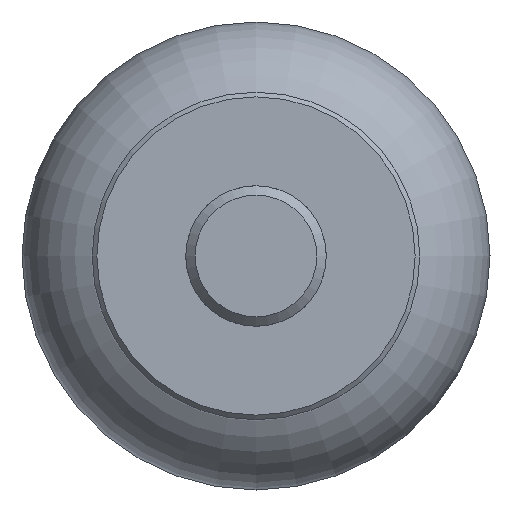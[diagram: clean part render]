
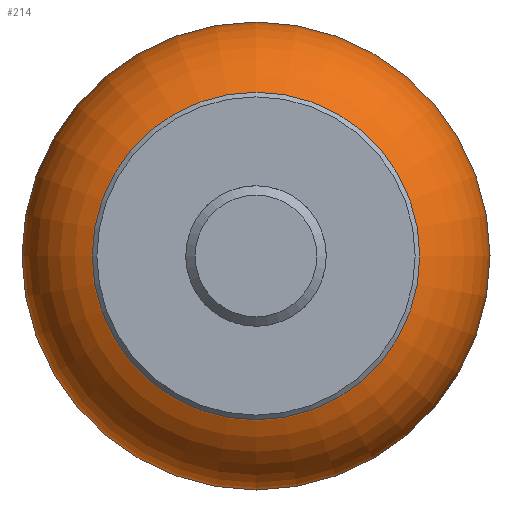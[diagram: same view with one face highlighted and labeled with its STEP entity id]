
A CAD part, left-side view. The second image highlights one B-rep face of the part: STEP entity #214.
In plain terms, the highlighted toroidal (fillet/blend) face has major radius 2.55 mm and minor radius 2.45 mm.
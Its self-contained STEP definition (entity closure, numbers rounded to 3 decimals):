
#180=CARTESIAN_POINT('',(-27.174,3.119,0.0));
#181=VERTEX_POINT('',#180);
#182=CARTESIAN_POINT('',(-27.174,-0.035,0.0));
#183=DIRECTION('',(1.0,0.0,0.0));
#184=DIRECTION('',(0.0,1.0,0.0));
#185=AXIS2_PLACEMENT_3D('',#182,#183,#184);
#186=CIRCLE('',#185,3.154);
#187=EDGE_CURVE('',#181,#181,#186,.T.);
#195=CARTESIAN_POINT('',(-24.8,-0.035,0.0));
#196=DIRECTION('',(1.0,0.0,0.0));
#197=DIRECTION('',(0.0,0.0,-1.0));
#198=AXIS2_PLACEMENT_3D('',#195,#196,#197);
#199=TOROIDAL_SURFACE('',#198,2.55,2.45);
#200=CARTESIAN_POINT('',(-24.8,4.965,0.0));
#201=VERTEX_POINT('',#200);
#202=CARTESIAN_POINT('',(-24.8,-0.035,0.0));
#203=DIRECTION('',(1.0,0.0,0.0));
#204=DIRECTION('',(0.0,1.0,0.0));
#205=AXIS2_PLACEMENT_3D('',#202,#203,#204);
#206=CIRCLE('',#205,5.);
#207=EDGE_CURVE('',#201,#201,#206,.T.);
#208=ORIENTED_EDGE('',*,*,#207,.F.);
#209=EDGE_LOOP('',(#208));
#210=FACE_OUTER_BOUND('',#209,.T.);
#211=ORIENTED_EDGE('',*,*,#187,.T.);
#212=EDGE_LOOP('',(#211));
#213=FACE_BOUND('',#212,.T.);
#214=ADVANCED_FACE('',(#210,#213),#199,.T.);
